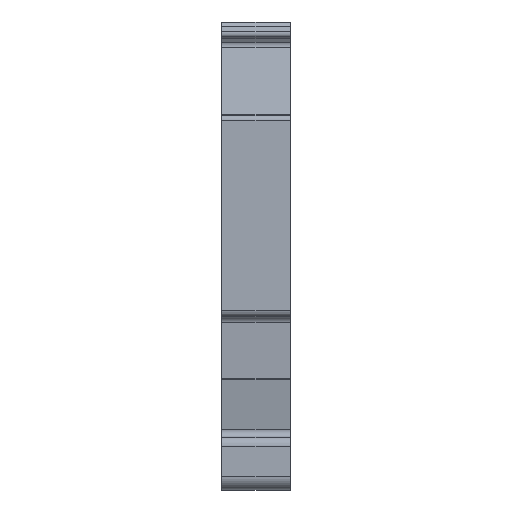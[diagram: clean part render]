
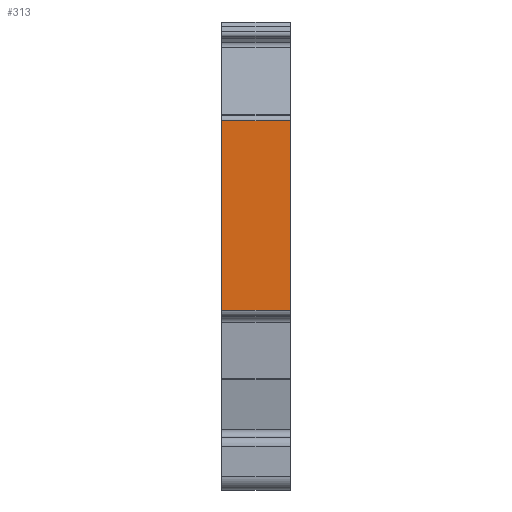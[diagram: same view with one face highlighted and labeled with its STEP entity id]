
A CAD part, front view. The second image highlights one B-rep face of the part: STEP entity #313.
In plain terms, the highlighted planar face has unit normal (0, -1, 0).
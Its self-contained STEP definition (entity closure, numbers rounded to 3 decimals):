
#313 = ADVANCED_FACE( '', ( #670 ), #671, .T. );
#670 = FACE_OUTER_BOUND( '', #1066, .T. );
#671 = PLANE( '', #1067 );
#1066 = EDGE_LOOP( '', ( #1981, #1982, #1983, #1984 ) );
#1067 = AXIS2_PLACEMENT_3D( '', #1985, #1986, #1987 );
#1981 = ORIENTED_EDGE( '', *, *, #2798, .T. );
#1982 = ORIENTED_EDGE( '', *, *, #2873, .T. );
#1983 = ORIENTED_EDGE( '', *, *, #2874, .F. );
#1984 = ORIENTED_EDGE( '', *, *, #2875, .F. );
#1985 = CARTESIAN_POINT( '', ( 0., -24.35, -3.49 ) );
#1986 = DIRECTION( '', ( 0., -1., 0. ) );
#1987 = DIRECTION( '', ( 0., 0., 1. ) );
#2798 = EDGE_CURVE( '', #3506, #3504, #3507, .T. );
#2873 = EDGE_CURVE( '', #3504, #3608, #3609, .T. );
#2874 = EDGE_CURVE( '', #3610, #3608, #3611, .T. );
#2875 = EDGE_CURVE( '', #3506, #3610, #3612, .T. );
#3504 = VERTEX_POINT( '', #4466 );
#3506 = VERTEX_POINT( '', #4468 );
#3507 = LINE( '', #4469, #4470 );
#3608 = VERTEX_POINT( '', #4615 );
#3609 = LINE( '', #4616, #4617 );
#3610 = VERTEX_POINT( '', #4618 );
#3611 = LINE( '', #4619, #4620 );
#3612 = LINE( '', #4621, #4622 );
#4466 = CARTESIAN_POINT( '', ( -5.15, -24.35, -2.44 ) );
#4468 = CARTESIAN_POINT( '', ( -5.15, -24.35, 11.903 ) );
#4469 = CARTESIAN_POINT( '', ( -5.15, -24.35, -3.49 ) );
#4470 = VECTOR( '', #5135, 1000. );
#4615 = CARTESIAN_POINT( '', ( 0., -24.35, -2.44 ) );
#4616 = CARTESIAN_POINT( '', ( -5.15, -24.35, -2.44 ) );
#4617 = VECTOR( '', #5225, 1000. );
#4618 = CARTESIAN_POINT( '', ( 0., -24.35, 11.903 ) );
#4619 = CARTESIAN_POINT( '', ( 0., -24.35, 18.86 ) );
#4620 = VECTOR( '', #5226, 1000. );
#4621 = CARTESIAN_POINT( '', ( -5.15, -24.35, 11.903 ) );
#4622 = VECTOR( '', #5227, 1000. );
#5135 = DIRECTION( '', ( 0., 0., -1. ) );
#5225 = DIRECTION( '', ( 1., 0., 0. ) );
#5226 = DIRECTION( '', ( 0., 0., -1. ) );
#5227 = DIRECTION( '', ( 1., 0., 0. ) );
